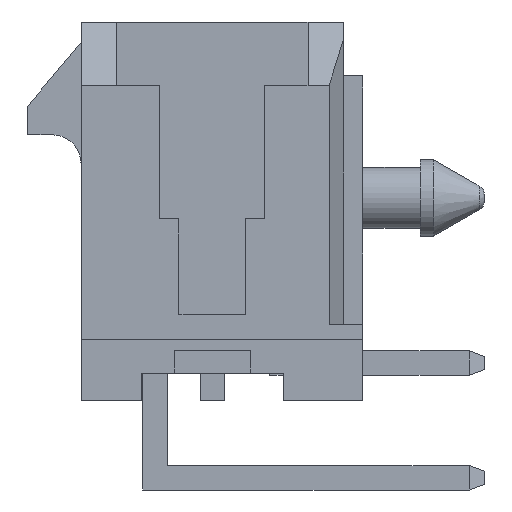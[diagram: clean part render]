
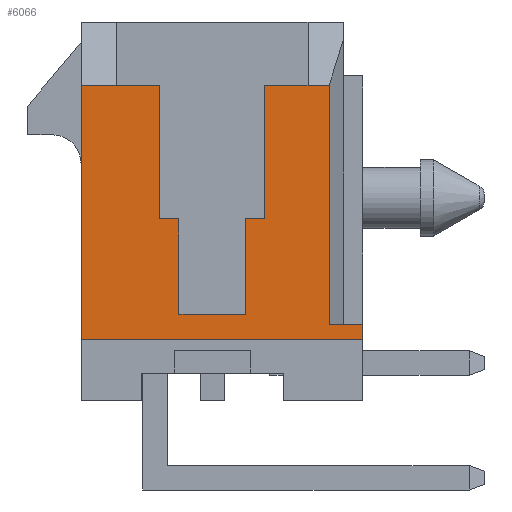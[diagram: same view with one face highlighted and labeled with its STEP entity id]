
A CAD part, left-side view. The second image highlights one B-rep face of the part: STEP entity #6066.
In plain terms, the highlighted planar face has unit normal (-1, 0, 0).
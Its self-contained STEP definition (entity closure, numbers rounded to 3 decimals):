
#1=DIRECTION('',(0.,0.,-1.));
#2=VECTOR('',#1,3.5);
#3=CARTESIAN_POINT('',(-10.825,-1.375,3.3));
#4=LINE('',#3,#2);
#5=DIRECTION('',(0.,1.,0.));
#6=VECTOR('',#5,1.125);
#7=CARTESIAN_POINT('',(-10.825,-2.5,3.3));
#8=LINE('',#7,#6);
#9=DIRECTION('',(0.,-1.,0.));
#10=VECTOR('',#9,0.555);
#11=CARTESIAN_POINT('',(-10.825,-2.5,3.3));
#12=LINE('',#11,#10);
#13=DIRECTION('',(0.,0.,-1.));
#14=VECTOR('',#13,6.26);
#15=CARTESIAN_POINT('',(-10.825,-3.055,3.3));
#16=LINE('',#15,#14);
#17=DIRECTION('',(0.,0.,-1.));
#18=VECTOR('',#17,0.4);
#19=CARTESIAN_POINT('',(-10.825,-3.935,-2.96));
#20=LINE('',#19,#18);
#21=DIRECTION('',(0.,1.,0.));
#22=VECTOR('',#21,7.37);
#23=CARTESIAN_POINT('',(-10.825,-3.935,-3.36));
#24=LINE('',#23,#22);
#25=DIRECTION('',(0.,0.,1.));
#26=VECTOR('',#25,6.66);
#27=CARTESIAN_POINT('',(-10.825,3.435,-3.36));
#28=LINE('',#27,#26);
#29=DIRECTION('',(0.,-1.,0.));
#30=VECTOR('',#29,0.935);
#31=CARTESIAN_POINT('',(-10.825,3.435,3.3));
#32=LINE('',#31,#30);
#33=DIRECTION('',(0.,1.,0.));
#34=VECTOR('',#33,1.125);
#35=CARTESIAN_POINT('',(-10.825,1.375,3.3));
#36=LINE('',#35,#34);
#37=DIRECTION('',(0.,0.,-1.));
#38=VECTOR('',#37,3.5);
#39=CARTESIAN_POINT('',(-10.825,1.375,3.3));
#40=LINE('',#39,#38);
#41=DIRECTION('',(0.,1.,0.));
#42=VECTOR('',#41,0.5);
#43=CARTESIAN_POINT('',(-10.825,0.875,-0.2));
#44=LINE('',#43,#42);
#45=DIRECTION('',(0.,0.,1.));
#46=VECTOR('',#45,2.5);
#47=CARTESIAN_POINT('',(-10.825,0.875,-2.7));
#48=LINE('',#47,#46);
#49=DIRECTION('',(0.,1.,0.));
#50=VECTOR('',#49,1.75);
#51=CARTESIAN_POINT('',(-10.825,-0.875,-2.7));
#52=LINE('',#51,#50);
#53=DIRECTION('',(0.,0.,-1.));
#54=VECTOR('',#53,2.5);
#55=CARTESIAN_POINT('',(-10.825,-0.875,-0.2));
#56=LINE('',#55,#54);
#57=DIRECTION('',(0.,1.,0.));
#58=VECTOR('',#57,0.5);
#59=CARTESIAN_POINT('',(-10.825,-1.375,-0.2));
#60=LINE('',#59,#58);
#3383=DIRECTION('',(0.,1.,0.));
#3384=VECTOR('',#3383,0.88);
#3385=CARTESIAN_POINT('',(-10.825,-3.935,-2.96));
#3386=LINE('',#3385,#3384);
#4606=CARTESIAN_POINT('',(-10.825,3.435,3.3));
#4608=VERTEX_POINT('',#4606);
#4651=CARTESIAN_POINT('',(-10.825,-3.935,-2.96));
#4652=CARTESIAN_POINT('',(-10.825,-3.055,-2.96));
#4653=VERTEX_POINT('',#4651);
#4654=VERTEX_POINT('',#4652);
#4659=CARTESIAN_POINT('',(-10.825,2.5,3.3));
#4660=VERTEX_POINT('',#4659);
#4661=CARTESIAN_POINT('',(-10.825,-2.5,3.3));
#4662=VERTEX_POINT('',#4661);
#4663=CARTESIAN_POINT('',(-10.825,-3.055,3.3));
#4664=VERTEX_POINT('',#4663);
#4903=CARTESIAN_POINT('',(-10.825,-1.375,3.3));
#4904=CARTESIAN_POINT('',(-10.825,-1.375,-0.2));
#4905=VERTEX_POINT('',#4903);
#4906=VERTEX_POINT('',#4904);
#4907=CARTESIAN_POINT('',(-10.825,-0.875,-0.2));
#4908=VERTEX_POINT('',#4907);
#4909=CARTESIAN_POINT('',(-10.825,-0.875,-2.7));
#4910=VERTEX_POINT('',#4909);
#4911=CARTESIAN_POINT('',(-10.825,0.875,-2.7));
#4912=VERTEX_POINT('',#4911);
#4913=CARTESIAN_POINT('',(-10.825,0.875,-0.2));
#4914=VERTEX_POINT('',#4913);
#4915=CARTESIAN_POINT('',(-10.825,1.375,-0.2));
#4916=VERTEX_POINT('',#4915);
#4917=CARTESIAN_POINT('',(-10.825,1.375,3.3));
#4918=VERTEX_POINT('',#4917);
#5793=CARTESIAN_POINT('',(-10.825,-3.935,-3.36));
#5794=CARTESIAN_POINT('',(-10.825,3.435,-3.36));
#5795=VERTEX_POINT('',#5793);
#5796=VERTEX_POINT('',#5794);
#6027=CARTESIAN_POINT('',(-10.825,0.,0.));
#6028=DIRECTION('',(1.,0.,0.));
#6029=DIRECTION('',(0.,0.,-1.));
#6030=AXIS2_PLACEMENT_3D('',#6027,#6028,#6029);
#6031=PLANE('',#6030);
#6033=ORIENTED_EDGE('',*,*,#6032,.F.);
#6035=ORIENTED_EDGE('',*,*,#6034,.F.);
#6037=ORIENTED_EDGE('',*,*,#6036,.T.);
#6039=ORIENTED_EDGE('',*,*,#6038,.T.);
#6041=ORIENTED_EDGE('',*,*,#6040,.F.);
#6043=ORIENTED_EDGE('',*,*,#6042,.T.);
#6045=ORIENTED_EDGE('',*,*,#6044,.T.);
#6047=ORIENTED_EDGE('',*,*,#6046,.T.);
#6049=ORIENTED_EDGE('',*,*,#6048,.T.);
#6051=ORIENTED_EDGE('',*,*,#6050,.F.);
#6053=ORIENTED_EDGE('',*,*,#6052,.T.);
#6055=ORIENTED_EDGE('',*,*,#6054,.F.);
#6057=ORIENTED_EDGE('',*,*,#6056,.F.);
#6059=ORIENTED_EDGE('',*,*,#6058,.F.);
#6061=ORIENTED_EDGE('',*,*,#6060,.F.);
#6063=ORIENTED_EDGE('',*,*,#6062,.F.);
#6064=EDGE_LOOP('',(#6033,#6035,#6037,#6039,#6041,#6043,#6045,#6047,#6049,#6051,
#6053,#6055,#6057,#6059,#6061,#6063));
#6065=FACE_OUTER_BOUND('',#6064,.F.);
#6066=ADVANCED_FACE('',(#6065),#6031,.F.);
#6032=EDGE_CURVE('',#4905,#4906,#4,.T.);
#6034=EDGE_CURVE('',#4662,#4905,#8,.T.);
#6036=EDGE_CURVE('',#4662,#4664,#12,.T.);
#6038=EDGE_CURVE('',#4664,#4654,#16,.T.);
#6040=EDGE_CURVE('',#4653,#4654,#3386,.T.);
#6042=EDGE_CURVE('',#4653,#5795,#20,.T.);
#6044=EDGE_CURVE('',#5795,#5796,#24,.T.);
#6046=EDGE_CURVE('',#5796,#4608,#28,.T.);
#6048=EDGE_CURVE('',#4608,#4660,#32,.T.);
#6050=EDGE_CURVE('',#4918,#4660,#36,.T.);
#6052=EDGE_CURVE('',#4918,#4916,#40,.T.);
#6054=EDGE_CURVE('',#4914,#4916,#44,.T.);
#6056=EDGE_CURVE('',#4912,#4914,#48,.T.);
#6058=EDGE_CURVE('',#4910,#4912,#52,.T.);
#6060=EDGE_CURVE('',#4908,#4910,#56,.T.);
#6062=EDGE_CURVE('',#4906,#4908,#60,.T.);
